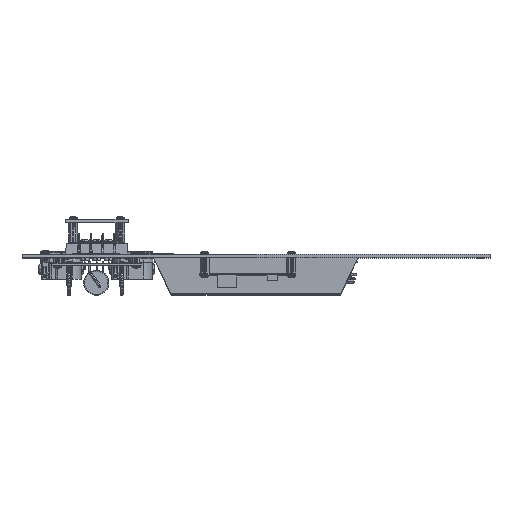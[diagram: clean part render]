
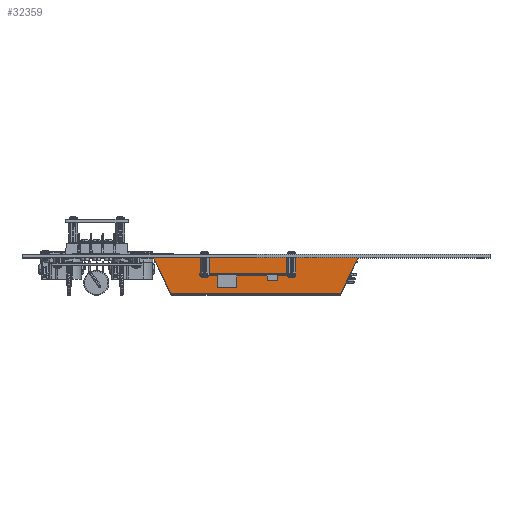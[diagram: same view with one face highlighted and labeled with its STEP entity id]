
A CAD part, top view. The second image highlights one B-rep face of the part: STEP entity #32359.
In plain terms, the highlighted face is planar.
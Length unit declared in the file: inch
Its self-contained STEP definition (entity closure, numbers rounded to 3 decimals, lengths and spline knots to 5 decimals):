
#8846 = CARTESIAN_POINT ( 'NONE',  ( -2.6875, 1.185, -1.194 ) ) ;
#8847 = DIRECTION ( 'NONE',  ( -0.429, -0.903, 0. ) ) ;
#9170 = ORIENTED_EDGE ( 'NONE', *, *, #105033, .F. ) ;
#9172 = ORIENTED_EDGE ( 'NONE', *, *, #105146, .T. ) ;
#9174 = ORIENTED_EDGE ( 'NONE', *, *, #57734, .F. ) ;
#9176 = ORIENTED_EDGE ( 'NONE', *, *, #105144, .F. ) ;
#9179 = CARTESIAN_POINT ( 'NONE',  ( -3.25, 0., -1.194 ) ) ;
#9182 = DIRECTION ( 'NONE',  ( 1., 0., 0. ) ) ;
#9188 = CARTESIAN_POINT ( 'NONE',  ( 3.25, 1.155, -1.194 ) ) ;
#9192 = DIRECTION ( 'NONE',  ( 1., 0., 0. ) ) ;
#10562 = EDGE_LOOP ( 'NONE', ( #9170, #9172, #9174, #9176 ) ) ;
#21808 = VERTEX_POINT ( 'NONE', #28092 ) ;
#21814 = VERTEX_POINT ( 'NONE', #28096 ) ;
#21997 = VERTEX_POINT ( 'NONE', #28210 ) ;
#21999 = VERTEX_POINT ( 'NONE', #28211 ) ;
#28092 = CARTESIAN_POINT ( 'NONE',  ( 2.70174, 1.155, -1.194 ) ) ;
#28096 = CARTESIAN_POINT ( 'NONE',  ( 3.25, 0., -1.194 ) ) ;
#28210 = CARTESIAN_POINT ( 'NONE',  ( -2.70174, 1.155, -1.194 ) ) ;
#28211 = CARTESIAN_POINT ( 'NONE',  ( -3.25, 0., -1.194 ) ) ;
#29410 = PLANE ( 'NONE',  #39252 ) ;
#29411 = CARTESIAN_POINT ( 'NONE',  ( 3.25, 0., -1.194 ) ) ;
#29416 = DIRECTION ( 'NONE',  ( 0., 0., 1. ) ) ;
#29417 = DIRECTION ( 'NONE',  ( 1., 0., 0. ) ) ;
#32359 = ADVANCED_FACE ( 'NONE', ( #106057 ), #29410, .F. ) ;
#39252 = AXIS2_PLACEMENT_3D ( 'NONE', #29411, #29416, #29417 ) ;
#52869 = LINE ( 'NONE', #8846, #52872 ) ;
#52872 = VECTOR ( 'NONE', #8847, 39.37008 ) ;
#53194 = LINE ( 'NONE', #9179, #53199 ) ;
#53199 = VECTOR ( 'NONE', #9182, 39.37008 ) ;
#53200 = LINE ( 'NONE', #9188, #53206 ) ;
#53206 = VECTOR ( 'NONE', #9192, 39.37008 ) ;
#57734 = EDGE_CURVE ( 'NONE', #21814, #21808, #66390, .T. ) ;
#66119 = CARTESIAN_POINT ( 'NONE',  ( 2.6875, 1.185, -1.194 ) ) ;
#66121 = DIRECTION ( 'NONE',  ( -0.429, 0.903, 0. ) ) ;
#66390 = LINE ( 'NONE', #66119, #66395 ) ;
#66395 = VECTOR ( 'NONE', #66121, 39.37008 ) ;
#105033 = EDGE_CURVE ( 'NONE', #21997, #21999, #52869, .T. ) ;
#105144 = EDGE_CURVE ( 'NONE', #21999, #21814, #53194, .T. ) ;
#105146 = EDGE_CURVE ( 'NONE', #21997, #21808, #53200, .T. ) ;
#106057 = FACE_OUTER_BOUND ( 'NONE', #10562, .T. ) ;
